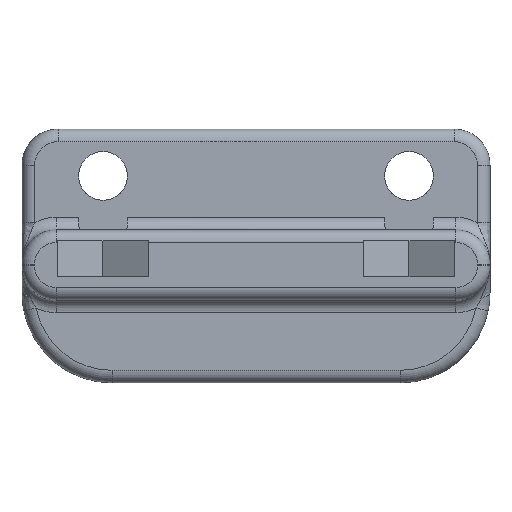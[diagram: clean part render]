
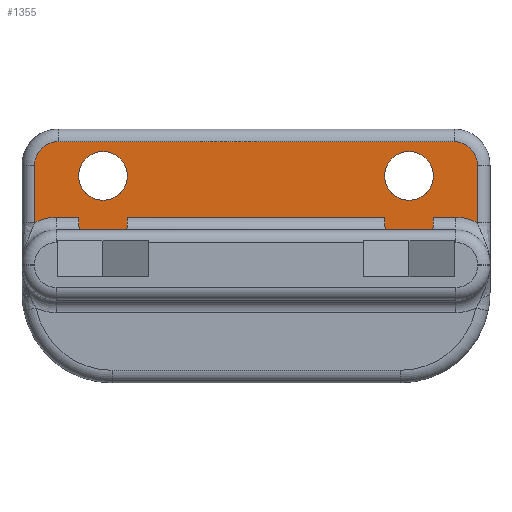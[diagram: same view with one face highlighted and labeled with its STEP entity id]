
A CAD part, left-side view. The second image highlights one B-rep face of the part: STEP entity #1355.
In plain terms, the highlighted planar face has unit normal (-1, 0, 0).
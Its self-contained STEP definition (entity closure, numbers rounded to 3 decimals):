
#39=FACE_BOUND('',#178,.T.);
#40=FACE_BOUND('',#179,.T.);
#55=PLANE('',#1485);
#93=FACE_OUTER_BOUND('',#177,.T.);
#177=EDGE_LOOP('',(#1011,#1012,#1013,#1014,#1015,#1016,#1017,#1018,#1019,
#1020,#1021,#1022,#1023,#1024,#1025,#1026));
#178=EDGE_LOOP('',(#1027));
#179=EDGE_LOOP('',(#1028));
#249=LINE('',#2048,#347);
#251=LINE('',#2057,#349);
#260=LINE('',#2164,#358);
#262=LINE('',#2173,#360);
#309=LINE('',#2409,#407);
#310=LINE('',#2413,#408);
#311=LINE('',#2417,#409);
#312=LINE('',#2420,#410);
#313=LINE('',#2421,#411);
#314=LINE('',#2422,#412);
#315=LINE('',#2423,#413);
#316=LINE('',#2424,#414);
#347=VECTOR('',#1605,1000.);
#349=VECTOR('',#1613,1000.);
#358=VECTOR('',#1670,1000.);
#360=VECTOR('',#1678,1000.);
#407=VECTOR('',#1769,1000.);
#408=VECTOR('',#1772,1000.);
#409=VECTOR('',#1775,1000.);
#410=VECTOR('',#1778,1000.);
#411=VECTOR('',#1779,1000.);
#412=VECTOR('',#1780,1000.);
#413=VECTOR('',#1781,1000.);
#414=VECTOR('',#1782,1000.);
#475=CIRCLE('',#1448,1.35);
#480=CIRCLE('',#1456,1.35);
#499=CIRCLE('',#1486,2.6);
#500=CIRCLE('',#1487,1.3);
#501=CIRCLE('',#1488,1.3);
#502=CIRCLE('',#1489,2.6);
#557=VERTEX_POINT('',#2036);
#558=VERTEX_POINT('',#2047);
#561=VERTEX_POINT('',#2054);
#562=VERTEX_POINT('',#2056);
#571=VERTEX_POINT('',#2105);
#578=VERTEX_POINT('',#2139);
#583=VERTEX_POINT('',#2152);
#584=VERTEX_POINT('',#2163);
#587=VERTEX_POINT('',#2170);
#588=VERTEX_POINT('',#2172);
#649=VERTEX_POINT('',#2405);
#650=VERTEX_POINT('',#2406);
#651=VERTEX_POINT('',#2408);
#652=VERTEX_POINT('',#2410);
#653=VERTEX_POINT('',#2412);
#654=VERTEX_POINT('',#2414);
#655=VERTEX_POINT('',#2416);
#656=VERTEX_POINT('',#2418);
#683=EDGE_CURVE('',#558,#557,#249,.T.);
#688=EDGE_CURVE('',#562,#561,#251,.T.);
#701=EDGE_CURVE('',#571,#571,#475,.T.);
#711=EDGE_CURVE('',#578,#578,#480,.T.);
#718=EDGE_CURVE('',#584,#583,#260,.T.);
#723=EDGE_CURVE('',#588,#587,#262,.T.);
#787=EDGE_CURVE('',#649,#650,#499,.T.);
#788=EDGE_CURVE('',#650,#651,#309,.T.);
#789=EDGE_CURVE('',#651,#652,#500,.T.);
#790=EDGE_CURVE('',#652,#653,#310,.T.);
#791=EDGE_CURVE('',#653,#654,#501,.T.);
#792=EDGE_CURVE('',#654,#655,#311,.T.);
#793=EDGE_CURVE('',#655,#656,#502,.T.);
#794=EDGE_CURVE('',#656,#562,#312,.T.);
#795=EDGE_CURVE('',#558,#561,#313,.T.);
#796=EDGE_CURVE('',#557,#588,#314,.T.);
#797=EDGE_CURVE('',#584,#587,#315,.T.);
#798=EDGE_CURVE('',#583,#649,#316,.T.);
#1011=ORIENTED_EDGE('',*,*,#787,.T.);
#1012=ORIENTED_EDGE('',*,*,#788,.T.);
#1013=ORIENTED_EDGE('',*,*,#789,.T.);
#1014=ORIENTED_EDGE('',*,*,#790,.T.);
#1015=ORIENTED_EDGE('',*,*,#791,.T.);
#1016=ORIENTED_EDGE('',*,*,#792,.T.);
#1017=ORIENTED_EDGE('',*,*,#793,.T.);
#1018=ORIENTED_EDGE('',*,*,#794,.T.);
#1019=ORIENTED_EDGE('',*,*,#688,.T.);
#1020=ORIENTED_EDGE('',*,*,#795,.F.);
#1021=ORIENTED_EDGE('',*,*,#683,.T.);
#1022=ORIENTED_EDGE('',*,*,#796,.T.);
#1023=ORIENTED_EDGE('',*,*,#723,.T.);
#1024=ORIENTED_EDGE('',*,*,#797,.F.);
#1025=ORIENTED_EDGE('',*,*,#718,.T.);
#1026=ORIENTED_EDGE('',*,*,#798,.T.);
#1027=ORIENTED_EDGE('',*,*,#701,.F.);
#1028=ORIENTED_EDGE('',*,*,#711,.F.);
#1355=ADVANCED_FACE('',(#93,#39,#40),#55,.T.);
#1448=AXIS2_PLACEMENT_3D('',#2106,#1637,#1638);
#1456=AXIS2_PLACEMENT_3D('',#2140,#1656,#1657);
#1485=AXIS2_PLACEMENT_3D('',#2404,#1765,#1766);
#1486=AXIS2_PLACEMENT_3D('',#2407,#1767,#1768);
#1487=AXIS2_PLACEMENT_3D('',#2411,#1770,#1771);
#1488=AXIS2_PLACEMENT_3D('',#2415,#1773,#1774);
#1489=AXIS2_PLACEMENT_3D('',#2419,#1776,#1777);
#1605=DIRECTION('',(0.,0.,1.));
#1613=DIRECTION('',(0.,0.,-1.));
#1637=DIRECTION('center_axis',(-1.,0.,0.));
#1638=DIRECTION('ref_axis',(0.,0.,1.));
#1656=DIRECTION('center_axis',(-1.,0.,0.));
#1657=DIRECTION('ref_axis',(0.,0.,1.));
#1670=DIRECTION('',(0.,0.,1.));
#1678=DIRECTION('',(0.,0.,-1.));
#1765=DIRECTION('center_axis',(-1.,0.,0.));
#1766=DIRECTION('ref_axis',(0.,0.,1.));
#1767=DIRECTION('center_axis',(1.,0.,0.));
#1768=DIRECTION('ref_axis',(0.,0.,1.));
#1769=DIRECTION('',(0.,0.,1.));
#1770=DIRECTION('center_axis',(-1.,0.,0.));
#1771=DIRECTION('ref_axis',(0.,0.,1.));
#1772=DIRECTION('',(0.,1.,0.));
#1773=DIRECTION('center_axis',(-1.,0.,0.));
#1774=DIRECTION('ref_axis',(0.,0.,1.));
#1775=DIRECTION('',(0.,0.,-1.));
#1776=DIRECTION('center_axis',(1.,0.,0.));
#1777=DIRECTION('ref_axis',(0.,0.,1.));
#1778=DIRECTION('',(0.,-1.,0.));
#1779=DIRECTION('',(0.,1.,0.));
#1780=DIRECTION('',(0.,-1.,0.));
#1781=DIRECTION('',(0.,1.,0.));
#1782=DIRECTION('',(0.,-1.,0.));
#2036=CARTESIAN_POINT('',(15.1,11.654,-17.3));
#2047=CARTESIAN_POINT('',(15.1,11.654,-18.));
#2048=CARTESIAN_POINT('',(15.1,11.654,-18.));
#2054=CARTESIAN_POINT('',(15.1,14.346,-18.));
#2056=CARTESIAN_POINT('',(15.1,14.346,-17.3));
#2057=CARTESIAN_POINT('',(15.1,14.346,-17.3));
#2105=CARTESIAN_POINT('',(15.1,13.,-13.65));
#2106=CARTESIAN_POINT('Origin',(15.1,13.,-15.));
#2139=CARTESIAN_POINT('',(15.1,-4.,-13.65));
#2140=CARTESIAN_POINT('Origin',(15.1,-4.,-15.));
#2152=CARTESIAN_POINT('',(15.1,-5.346,-17.3));
#2163=CARTESIAN_POINT('',(15.1,-5.346,-18.));
#2164=CARTESIAN_POINT('',(15.1,-5.346,-18.));
#2170=CARTESIAN_POINT('',(15.1,-2.654,-18.));
#2172=CARTESIAN_POINT('',(15.1,-2.654,-17.3));
#2173=CARTESIAN_POINT('',(15.1,-2.654,-17.3));
#2404=CARTESIAN_POINT('Origin',(15.1,-8.5,-12.4));
#2405=CARTESIAN_POINT('',(15.1,-6.6,-17.3));
#2406=CARTESIAN_POINT('',(15.1,-7.8,-17.593));
#2407=CARTESIAN_POINT('Origin',(15.1,-6.6,-19.9));
#2408=CARTESIAN_POINT('',(15.1,-7.8,-14.4));
#2409=CARTESIAN_POINT('',(15.1,-7.8,-12.4));
#2410=CARTESIAN_POINT('',(15.1,-6.5,-13.1));
#2411=CARTESIAN_POINT('Origin',(15.1,-6.5,-14.4));
#2412=CARTESIAN_POINT('',(15.1,15.5,-13.1));
#2413=CARTESIAN_POINT('',(15.1,-8.5,-13.1));
#2414=CARTESIAN_POINT('',(15.1,16.8,-14.4));
#2415=CARTESIAN_POINT('Origin',(15.1,15.5,-14.4));
#2416=CARTESIAN_POINT('',(15.1,16.8,-17.593));
#2417=CARTESIAN_POINT('',(15.1,16.8,-12.4));
#2418=CARTESIAN_POINT('',(15.1,15.6,-17.3));
#2419=CARTESIAN_POINT('Origin',(15.1,15.6,-19.9));
#2420=CARTESIAN_POINT('',(15.1,14.346,-17.3));
#2421=CARTESIAN_POINT('',(15.1,-8.5,-18.));
#2422=CARTESIAN_POINT('',(15.1,-2.654,-17.3));
#2423=CARTESIAN_POINT('',(15.1,-8.5,-18.));
#2424=CARTESIAN_POINT('',(15.1,-6.6,-17.3));
